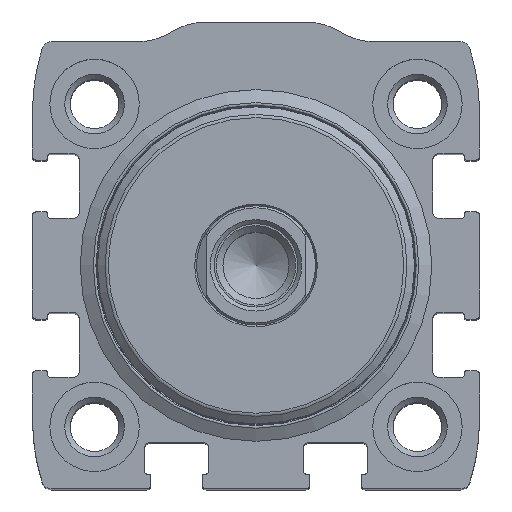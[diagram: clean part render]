
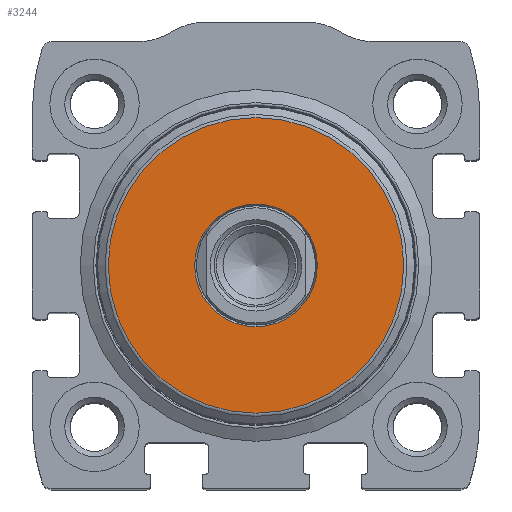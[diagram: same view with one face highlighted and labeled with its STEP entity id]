
A CAD part, top view. The second image highlights one B-rep face of the part: STEP entity #3244.
In plain terms, the highlighted planar face has unit normal (0, 0, 1).
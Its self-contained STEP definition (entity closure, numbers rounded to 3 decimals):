
#240=CIRCLE('',#3647,14.875);
#241=CIRCLE('',#3649,6.173);
#1155=ORIENTED_EDGE('',*,*,#1624,.T.);
#1156=ORIENTED_EDGE('',*,*,#1623,.F.);
#1623=EDGE_CURVE('',#1945,#1945,#240,.T.);
#1624=EDGE_CURVE('',#1946,#1946,#241,.T.);
#1945=VERTEX_POINT('',#5592);
#1946=VERTEX_POINT('',#5595);
#2672=EDGE_LOOP('',(#1155));
#2673=EDGE_LOOP('',(#1156));
#2948=FACE_BOUND('',#2672,.T.);
#2949=FACE_BOUND('',#2673,.T.);
#3060=PLANE('',#3648);
#3244=ADVANCED_FACE('',(#2948,#2949),#3060,.T.);
#3647=AXIS2_PLACEMENT_3D('',#5591,#4625,#4626);
#3648=AXIS2_PLACEMENT_3D('',#5593,#4627,#4628);
#3649=AXIS2_PLACEMENT_3D('',#5594,#4629,#4630);
#4625=DIRECTION('',(0.,0.,-1.));
#4626=DIRECTION('',(-1.,0.,0.));
#4627=DIRECTION('',(0.,0.,1.));
#4628=DIRECTION('',(1.,0.,0.));
#4629=DIRECTION('',(0.,0.,-1.));
#4630=DIRECTION('',(-1.,0.,0.));
#5591=CARTESIAN_POINT('',(0.,0.,59.8));
#5592=CARTESIAN_POINT('',(-14.875,0.,59.8));
#5593=CARTESIAN_POINT('',(0.,14.875,59.8));
#5594=CARTESIAN_POINT('',(0.,0.,59.8));
#5595=CARTESIAN_POINT('',(-6.173,0.,59.8));
